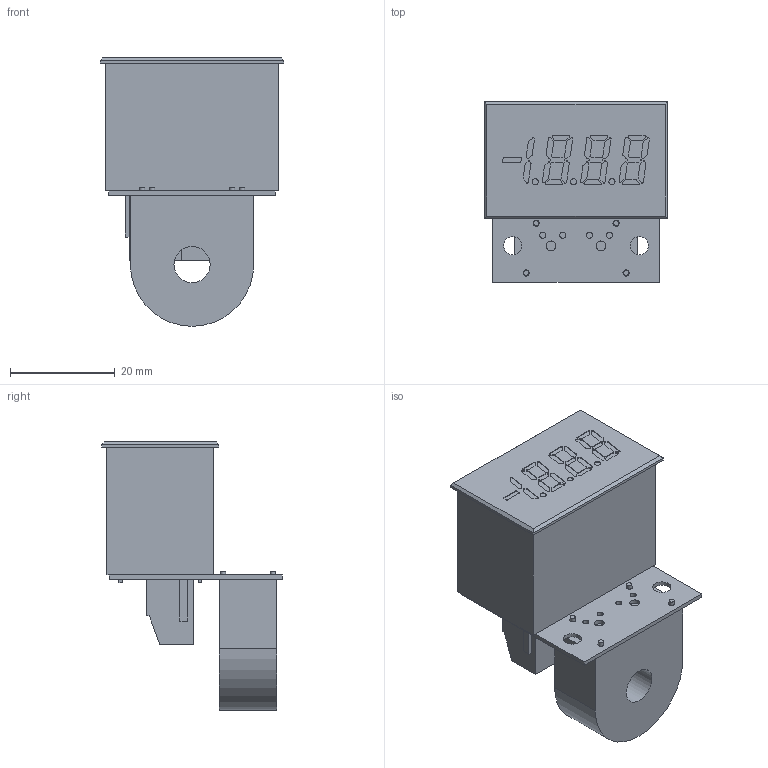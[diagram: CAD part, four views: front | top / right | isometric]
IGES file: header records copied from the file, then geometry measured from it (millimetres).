
Start section: SolidWorks IGES file using analytic representation for surfaces
Global section: file name: Alan'mps_dpm_aca_20pc_1n2_ac1_rl.igs; native system: SolidWorks 2011; preprocessor: SolidWorks 2011; author: ALau; date: 130214.094107; units: inch
Bounding box: 35.05 x 34.43 x 51.19 mm (x, y, z)
Surface area: 19459.5 mm2 (no closed solid volume)
Topology: 0 solids, 0 shells, 1137 faces, 6204 edges, 5968 vertices
Faces by surface type: bspline 735, revolution 402
